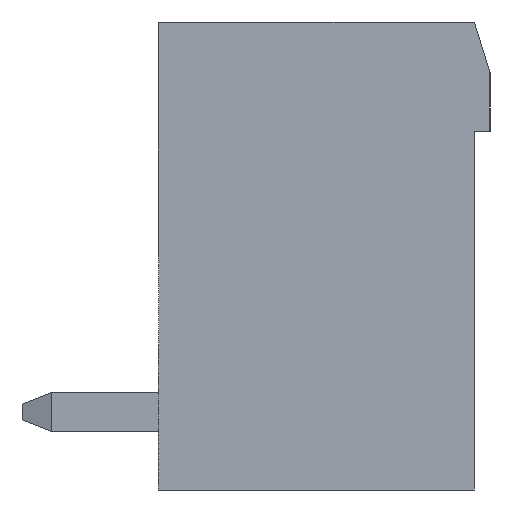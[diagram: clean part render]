
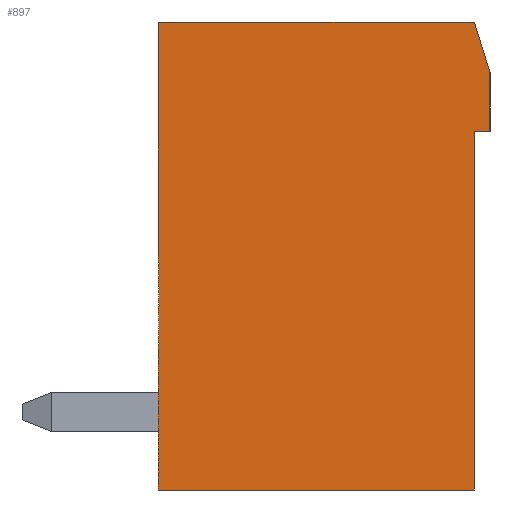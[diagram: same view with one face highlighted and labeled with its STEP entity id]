
A CAD part, left-side view. The second image highlights one B-rep face of the part: STEP entity #897.
In plain terms, the highlighted planar face has unit normal (-1, 0, 0).
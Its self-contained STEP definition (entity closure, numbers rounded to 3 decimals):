
#897 = ADVANCED_FACE( '', ( #1854 ), #1855, .T. );
#1854 = FACE_OUTER_BOUND( '', #2897, .T. );
#1855 = PLANE( '', #2898 );
#2897 = EDGE_LOOP( '', ( #5253, #5254, #5255, #5256, #5257, #5258, #5259 ) );
#2898 = AXIS2_PLACEMENT_3D( '', #5260, #5261, #5262 );
#5253 = ORIENTED_EDGE( '', *, *, #6810, .T. );
#5254 = ORIENTED_EDGE( '', *, *, #7453, .T. );
#5255 = ORIENTED_EDGE( '', *, *, #7454, .T. );
#5256 = ORIENTED_EDGE( '', *, *, #6796, .T. );
#5257 = ORIENTED_EDGE( '', *, *, #7402, .T. );
#5258 = ORIENTED_EDGE( '', *, *, #6661, .T. );
#5259 = ORIENTED_EDGE( '', *, *, #7455, .T. );
#5260 = CARTESIAN_POINT( '', ( -23.86, 0., 0. ) );
#5261 = DIRECTION( '', ( -1., 0., 0. ) );
#5262 = DIRECTION( '', ( 0., 0., 1. ) );
#6661 = EDGE_CURVE( '', #8083, #8084, #8085, .T. );
#6796 = EDGE_CURVE( '', #8321, #8319, #8322, .T. );
#6810 = EDGE_CURVE( '', #8338, #8340, #8342, .T. );
#7402 = EDGE_CURVE( '', #8319, #8083, #9234, .T. );
#7453 = EDGE_CURVE( '', #8340, #9299, #9300, .T. );
#7454 = EDGE_CURVE( '', #9299, #8321, #9301, .T. );
#7455 = EDGE_CURVE( '', #8084, #8338, #9302, .T. );
#8083 = VERTEX_POINT( '', #10123 );
#8084 = VERTEX_POINT( '', #10124 );
#8085 = LINE( '', #10125, #10126 );
#8319 = VERTEX_POINT( '', #10465 );
#8321 = VERTEX_POINT( '', #10468 );
#8322 = LINE( '', #10469, #10470 );
#8338 = VERTEX_POINT( '', #10494 );
#8340 = VERTEX_POINT( '', #10497 );
#8342 = LINE( '', #10500, #10501 );
#9234 = LINE( '', #11817, #11818 );
#9299 = VERTEX_POINT( '', #11915 );
#9300 = LINE( '', #11916, #11917 );
#9301 = LINE( '', #11918, #11919 );
#9302 = LINE( '', #11920, #11921 );
#10123 = CARTESIAN_POINT( '', ( -23.86, -4.05, 3.2 ) );
#10124 = CARTESIAN_POINT( '', ( -23.86, -4.45, 3.2 ) );
#10125 = CARTESIAN_POINT( '', ( -23.86, -4.05, 3.2 ) );
#10126 = VECTOR( '', #12524, 1000. );
#10465 = CARTESIAN_POINT( '', ( -23.86, -4.05, -6. ) );
#10468 = CARTESIAN_POINT( '', ( -23.86, 4.05, -6. ) );
#10469 = CARTESIAN_POINT( '', ( -23.86, 4.05, -6. ) );
#10470 = VECTOR( '', #12643, 1000. );
#10494 = CARTESIAN_POINT( '', ( -23.86, -4.45, 4.7 ) );
#10497 = CARTESIAN_POINT( '', ( -23.86, -4.05, 6. ) );
#10500 = CARTESIAN_POINT( '', ( -23.86, -4.45, 4.7 ) );
#10501 = VECTOR( '', #12654, 1000. );
#11817 = CARTESIAN_POINT( '', ( -23.86, -4.05, -6. ) );
#11818 = VECTOR( '', #13187, 1000. );
#11915 = CARTESIAN_POINT( '', ( -23.86, 4.05, 6. ) );
#11916 = CARTESIAN_POINT( '', ( -23.86, -4.05, 6. ) );
#11917 = VECTOR( '', #13226, 1000. );
#11918 = CARTESIAN_POINT( '', ( -23.86, 4.05, 6. ) );
#11919 = VECTOR( '', #13227, 1000. );
#11920 = CARTESIAN_POINT( '', ( -23.86, -4.45, 3.2 ) );
#11921 = VECTOR( '', #13228, 1000. );
#12524 = DIRECTION( '', ( 0., -1., 0. ) );
#12643 = DIRECTION( '', ( 0., -1., 0. ) );
#12654 = DIRECTION( '', ( 0., 0.294, 0.956 ) );
#13187 = DIRECTION( '', ( 0., 0., 1. ) );
#13226 = DIRECTION( '', ( 0., 1., 0. ) );
#13227 = DIRECTION( '', ( 0., 0., -1. ) );
#13228 = DIRECTION( '', ( 0., 0., 1. ) );
